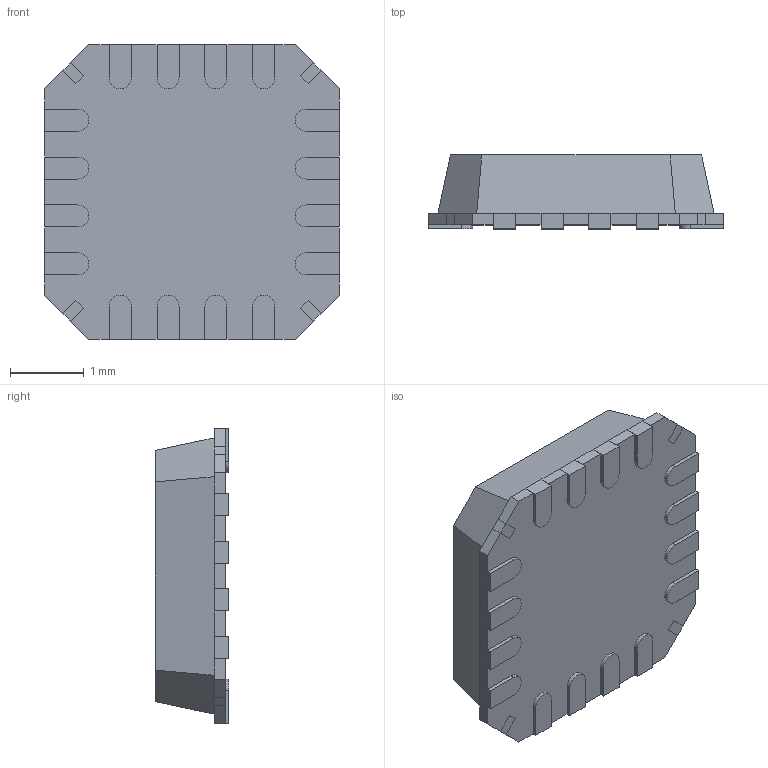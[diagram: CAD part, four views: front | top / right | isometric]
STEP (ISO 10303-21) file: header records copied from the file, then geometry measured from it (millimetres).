
FILE_DESCRIPTION (( 'STEP AP214' ), '1' );
FILE_NAME ('AD8426.STEP', '2023-02-17T17:56:27', ( '' ), ( '' ), 'SwSTEP 2.0', 'SolidWorks 2021', '' );
FILE_SCHEMA (( 'AUTOMOTIVE_DESIGN' ));
Length unit declared in the file: millimetre
Products named in the file (1): AD8426
Bounding box: 4 x 1 x 4 mm (x, y, z)
Volume: 12.3 mm3; surface area: 54.7 mm2
Topology: 22 solids, 22 shells, 273 faces, 644 edges, 416 vertices
Faces by surface type: plane 229, cylinder 44
Entity records: 7929 total; most frequent: CARTESIAN_POINT 1334, ORIENTED_EDGE 1288, DIRECTION 1280, EDGE_CURVE 644, LINE 556, VECTOR 556, VERTEX_POINT 416, AXIS2_PLACEMENT_3D 362
